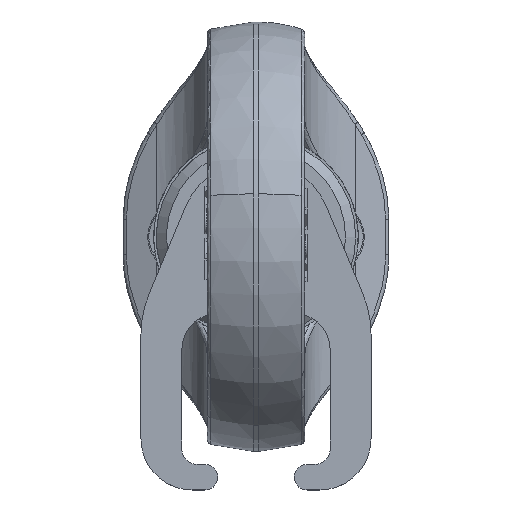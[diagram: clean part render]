
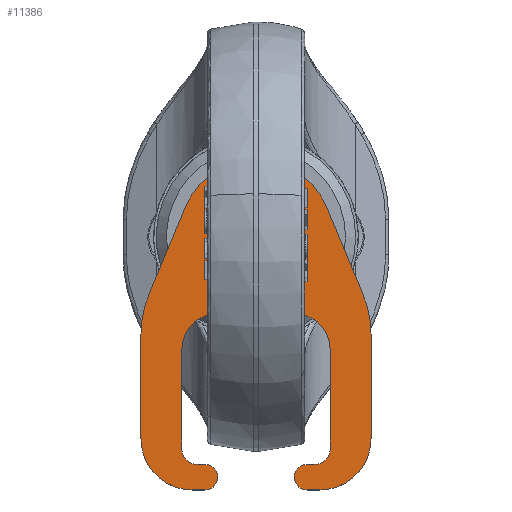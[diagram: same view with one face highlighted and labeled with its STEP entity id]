
A CAD part, top view. The second image highlights one B-rep face of the part: STEP entity #11386.
In plain terms, the highlighted planar face has unit normal (0, 0, 1).
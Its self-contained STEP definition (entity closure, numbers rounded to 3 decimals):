
#6376=CARTESIAN_POINT('Vertex',(0.,15.,-11.6)) ;
#6383=CARTESIAN_POINT('Vertex',(-13.846,5.769,-11.6)) ;
#6386=CARTESIAN_POINT('Axis2P3D Location',(0.,0.,-11.6)) ;
#6407=CARTESIAN_POINT('Vertex',(-20.962,-11.308,-11.6)) ;
#6410=CARTESIAN_POINT('Line Origine',(-17.404,-2.769,-11.6)) ;
#6431=CARTESIAN_POINT('Vertex',(-22.5,-19.,-11.6)) ;
#6434=CARTESIAN_POINT('Axis2P3D Location',(-2.5,-19.,-11.6)) ;
#6455=CARTESIAN_POINT('Vertex',(-22.5,-39.5,-11.6)) ;
#6458=CARTESIAN_POINT('Line Origine',(-22.5,-29.25,-11.6)) ;
#6479=CARTESIAN_POINT('Vertex',(-12.5,-49.5,-11.6)) ;
#6482=CARTESIAN_POINT('Axis2P3D Location',(-12.5,-39.5,-11.6)) ;
#6503=CARTESIAN_POINT('Vertex',(-10.,-49.5,-11.6)) ;
#6506=CARTESIAN_POINT('Line Origine',(-11.25,-49.5,-11.6)) ;
#6527=CARTESIAN_POINT('Vertex',(-10.,-44.5,-11.6)) ;
#6530=CARTESIAN_POINT('Axis2P3D Location',(-10.,-47.,-11.6)) ;
#6551=CARTESIAN_POINT('Vertex',(-11.5,-44.5,-11.6)) ;
#6554=CARTESIAN_POINT('Line Origine',(-10.75,-44.5,-11.6)) ;
#6575=CARTESIAN_POINT('Vertex',(-14.5,-41.5,-11.6)) ;
#6578=CARTESIAN_POINT('Axis2P3D Location',(-11.5,-41.5,-11.6)) ;
#6599=CARTESIAN_POINT('Vertex',(-14.5,-22.,-11.6)) ;
#6602=CARTESIAN_POINT('Line Origine',(-14.5,-31.75,-11.6)) ;
#6623=CARTESIAN_POINT('Vertex',(-7.5,-15.,-11.6)) ;
#6626=CARTESIAN_POINT('Axis2P3D Location',(-7.5,-22.,-11.6)) ;
#6647=CARTESIAN_POINT('Vertex',(0.,-15.,-11.6)) ;
#6650=CARTESIAN_POINT('Line Origine',(-3.75,-15.,-11.6)) ;
#6666=CARTESIAN_POINT('Vertex',(7.5,-15.,-11.6)) ;
#6669=CARTESIAN_POINT('Line Origine',(3.75,-15.,-11.6)) ;
#6690=CARTESIAN_POINT('Vertex',(14.5,-22.,-11.6)) ;
#6693=CARTESIAN_POINT('Axis2P3D Location',(7.5,-22.,-11.6)) ;
#6714=CARTESIAN_POINT('Vertex',(14.5,-41.5,-11.6)) ;
#6717=CARTESIAN_POINT('Line Origine',(14.5,-31.75,-11.6)) ;
#6738=CARTESIAN_POINT('Vertex',(11.5,-44.5,-11.6)) ;
#6741=CARTESIAN_POINT('Axis2P3D Location',(11.5,-41.5,-11.6)) ;
#6757=CARTESIAN_POINT('Vertex',(10.,-44.5,-11.6)) ;
#6760=CARTESIAN_POINT('Line Origine',(10.75,-44.5,-11.6)) ;
#6781=CARTESIAN_POINT('Vertex',(10.,-49.5,-11.6)) ;
#6784=CARTESIAN_POINT('Axis2P3D Location',(10.,-47.,-11.6)) ;
#6800=CARTESIAN_POINT('Vertex',(12.5,-49.5,-11.6)) ;
#6803=CARTESIAN_POINT('Line Origine',(11.25,-49.5,-11.6)) ;
#6824=CARTESIAN_POINT('Vertex',(22.5,-39.5,-11.6)) ;
#6827=CARTESIAN_POINT('Axis2P3D Location',(12.5,-39.5,-11.6)) ;
#6848=CARTESIAN_POINT('Vertex',(22.5,-19.,-11.6)) ;
#6851=CARTESIAN_POINT('Line Origine',(22.5,-29.25,-11.6)) ;
#6872=CARTESIAN_POINT('Vertex',(20.962,-11.308,-11.6)) ;
#6875=CARTESIAN_POINT('Axis2P3D Location',(2.5,-19.,-11.6)) ;
#6896=CARTESIAN_POINT('Vertex',(13.846,5.769,-11.6)) ;
#6899=CARTESIAN_POINT('Line Origine',(17.404,-2.769,-11.6)) ;
#6911=CARTESIAN_POINT('Axis2P3D Location',(0.,0.,-11.6)) ;
#11355=CARTESIAN_POINT('Axis2P3D Location',(0.,0.,-11.6)) ;
#6387=DIRECTION('Axis2P3D Direction',(0.,-0.,1.)) ;
#6411=DIRECTION('Vector Direction',(-0.385,-0.923,0.)) ;
#6435=DIRECTION('Axis2P3D Direction',(0.,0.,1.)) ;
#6459=DIRECTION('Vector Direction',(0.,-1.,0.)) ;
#6483=DIRECTION('Axis2P3D Direction',(0.,0.,1.)) ;
#6507=DIRECTION('Vector Direction',(1.,0.,0.)) ;
#6531=DIRECTION('Axis2P3D Direction',(0.,0.,1.)) ;
#6555=DIRECTION('Vector Direction',(-1.,0.,0.)) ;
#6579=DIRECTION('Axis2P3D Direction',(0.,0.,1.)) ;
#6603=DIRECTION('Vector Direction',(0.,1.,0.)) ;
#6627=DIRECTION('Axis2P3D Direction',(0.,0.,1.)) ;
#6651=DIRECTION('Vector Direction',(1.,0.,0.)) ;
#6670=DIRECTION('Vector Direction',(-1.,0.,0.)) ;
#6694=DIRECTION('Axis2P3D Direction',(0.,-0.,1.)) ;
#6718=DIRECTION('Vector Direction',(0.,1.,0.)) ;
#6742=DIRECTION('Axis2P3D Direction',(0.,0.,1.)) ;
#6761=DIRECTION('Vector Direction',(1.,0.,0.)) ;
#6785=DIRECTION('Axis2P3D Direction',(0.,0.,1.)) ;
#6804=DIRECTION('Vector Direction',(-1.,0.,0.)) ;
#6828=DIRECTION('Axis2P3D Direction',(0.,0.,1.)) ;
#6852=DIRECTION('Vector Direction',(0.,-1.,0.)) ;
#6876=DIRECTION('Axis2P3D Direction',(0.,0.,1.)) ;
#6900=DIRECTION('Vector Direction',(0.385,-0.923,0.)) ;
#6912=DIRECTION('Axis2P3D Direction',(0.,-0.,1.)) ;
#11356=DIRECTION('Axis2P3D Direction',(0.,0.,1.)) ;
#11357=DIRECTION('Axis2P3D XDirection',(1.,0.,0.)) ;
#6388=AXIS2_PLACEMENT_3D('Circle Axis2P3D',#6386,#6387,$) ;
#6436=AXIS2_PLACEMENT_3D('Circle Axis2P3D',#6434,#6435,$) ;
#6484=AXIS2_PLACEMENT_3D('Circle Axis2P3D',#6482,#6483,$) ;
#6532=AXIS2_PLACEMENT_3D('Circle Axis2P3D',#6530,#6531,$) ;
#6580=AXIS2_PLACEMENT_3D('Circle Axis2P3D',#6578,#6579,$) ;
#6628=AXIS2_PLACEMENT_3D('Circle Axis2P3D',#6626,#6627,$) ;
#6695=AXIS2_PLACEMENT_3D('Circle Axis2P3D',#6693,#6694,$) ;
#6743=AXIS2_PLACEMENT_3D('Circle Axis2P3D',#6741,#6742,$) ;
#6786=AXIS2_PLACEMENT_3D('Circle Axis2P3D',#6784,#6785,$) ;
#6829=AXIS2_PLACEMENT_3D('Circle Axis2P3D',#6827,#6828,$) ;
#6877=AXIS2_PLACEMENT_3D('Circle Axis2P3D',#6875,#6876,$) ;
#6913=AXIS2_PLACEMENT_3D('Circle Axis2P3D',#6911,#6912,$) ;
#11358=AXIS2_PLACEMENT_3D('Plane Axis2P3D',#11355,#11356,#11357) ;
#11361=ORIENTED_EDGE('',*,*,#6390,.T.) ;
#11362=ORIENTED_EDGE('',*,*,#6414,.T.) ;
#11363=ORIENTED_EDGE('',*,*,#6438,.T.) ;
#11364=ORIENTED_EDGE('',*,*,#6462,.T.) ;
#11365=ORIENTED_EDGE('',*,*,#6486,.T.) ;
#11366=ORIENTED_EDGE('',*,*,#6510,.T.) ;
#11367=ORIENTED_EDGE('',*,*,#6534,.T.) ;
#11368=ORIENTED_EDGE('',*,*,#6558,.T.) ;
#11369=ORIENTED_EDGE('',*,*,#6582,.T.) ;
#11370=ORIENTED_EDGE('',*,*,#6606,.T.) ;
#11371=ORIENTED_EDGE('',*,*,#6630,.T.) ;
#11372=ORIENTED_EDGE('',*,*,#6654,.T.) ;
#11373=ORIENTED_EDGE('',*,*,#6673,.T.) ;
#11374=ORIENTED_EDGE('',*,*,#6697,.T.) ;
#11375=ORIENTED_EDGE('',*,*,#6721,.T.) ;
#11376=ORIENTED_EDGE('',*,*,#6745,.T.) ;
#11377=ORIENTED_EDGE('',*,*,#6764,.T.) ;
#11378=ORIENTED_EDGE('',*,*,#6788,.T.) ;
#11379=ORIENTED_EDGE('',*,*,#6807,.T.) ;
#11380=ORIENTED_EDGE('',*,*,#6831,.T.) ;
#11381=ORIENTED_EDGE('',*,*,#6855,.T.) ;
#11382=ORIENTED_EDGE('',*,*,#6879,.T.) ;
#11383=ORIENTED_EDGE('',*,*,#6903,.T.) ;
#11384=ORIENTED_EDGE('',*,*,#6915,.T.) ;
#6412=VECTOR('Line Direction',#6411,1.) ;
#6460=VECTOR('Line Direction',#6459,1.) ;
#6508=VECTOR('Line Direction',#6507,1.) ;
#6556=VECTOR('Line Direction',#6555,1.) ;
#6604=VECTOR('Line Direction',#6603,1.) ;
#6652=VECTOR('Line Direction',#6651,1.) ;
#6671=VECTOR('Line Direction',#6670,1.) ;
#6719=VECTOR('Line Direction',#6718,1.) ;
#6762=VECTOR('Line Direction',#6761,1.) ;
#6805=VECTOR('Line Direction',#6804,1.) ;
#6853=VECTOR('Line Direction',#6852,1.) ;
#6901=VECTOR('Line Direction',#6900,1.) ;
#11386=ADVANCED_FACE('\X2\52A05DE55716\X0\(\X2\522A9664659C9762\X0\)',(#11385),#11359,.T.) ;
#6389=CIRCLE('generated circle',#6388,15.) ;
#6437=CIRCLE('generated circle',#6436,20.) ;
#6485=CIRCLE('generated circle',#6484,10.) ;
#6533=CIRCLE('generated circle',#6532,2.5) ;
#6581=CIRCLE('generated circle',#6580,3.) ;
#6629=CIRCLE('generated circle',#6628,7.) ;
#6696=CIRCLE('generated circle',#6695,7.) ;
#6744=CIRCLE('generated circle',#6743,3.) ;
#6787=CIRCLE('generated circle',#6786,2.5) ;
#6830=CIRCLE('generated circle',#6829,10.) ;
#6878=CIRCLE('generated circle',#6877,20.) ;
#6914=CIRCLE('generated circle',#6913,15.) ;
#6390=EDGE_CURVE('',#6377,#6384,#6389,.T.) ;
#6414=EDGE_CURVE('',#6384,#6408,#6413,.T.) ;
#6438=EDGE_CURVE('',#6408,#6432,#6437,.T.) ;
#6462=EDGE_CURVE('',#6432,#6456,#6461,.T.) ;
#6486=EDGE_CURVE('',#6456,#6480,#6485,.T.) ;
#6510=EDGE_CURVE('',#6480,#6504,#6509,.T.) ;
#6534=EDGE_CURVE('',#6504,#6528,#6533,.T.) ;
#6558=EDGE_CURVE('',#6528,#6552,#6557,.T.) ;
#6582=EDGE_CURVE('',#6552,#6576,#6581,.F.) ;
#6606=EDGE_CURVE('',#6576,#6600,#6605,.T.) ;
#6630=EDGE_CURVE('',#6600,#6624,#6629,.F.) ;
#6654=EDGE_CURVE('',#6624,#6648,#6653,.T.) ;
#6673=EDGE_CURVE('',#6648,#6667,#6672,.F.) ;
#6697=EDGE_CURVE('',#6667,#6691,#6696,.F.) ;
#6721=EDGE_CURVE('',#6691,#6715,#6720,.F.) ;
#6745=EDGE_CURVE('',#6715,#6739,#6744,.F.) ;
#6764=EDGE_CURVE('',#6739,#6758,#6763,.F.) ;
#6788=EDGE_CURVE('',#6758,#6782,#6787,.T.) ;
#6807=EDGE_CURVE('',#6782,#6801,#6806,.F.) ;
#6831=EDGE_CURVE('',#6801,#6825,#6830,.T.) ;
#6855=EDGE_CURVE('',#6825,#6849,#6854,.F.) ;
#6879=EDGE_CURVE('',#6849,#6873,#6878,.T.) ;
#6903=EDGE_CURVE('',#6873,#6897,#6902,.F.) ;
#6915=EDGE_CURVE('',#6897,#6377,#6914,.T.) ;
#11360=EDGE_LOOP('',(#11361,#11362,#11363,#11364,#11365,#11366,#11367,#11368,#11369,#11370,#11371,#11372,#11373,#11374,#11375,#11376,#11377,#11378,#11379,#11380,#11381,#11382,#11383,#11384)) ;
#11385=FACE_OUTER_BOUND('',#11360,.T.) ;
#6413=LINE('Line',#6410,#6412) ;
#6461=LINE('Line',#6458,#6460) ;
#6509=LINE('Line',#6506,#6508) ;
#6557=LINE('Line',#6554,#6556) ;
#6605=LINE('Line',#6602,#6604) ;
#6653=LINE('Line',#6650,#6652) ;
#6672=LINE('Line',#6669,#6671) ;
#6720=LINE('Line',#6717,#6719) ;
#6763=LINE('Line',#6760,#6762) ;
#6806=LINE('Line',#6803,#6805) ;
#6854=LINE('Line',#6851,#6853) ;
#6902=LINE('Line',#6899,#6901) ;
#11359=PLANE('',#11358) ;
#6377=VERTEX_POINT('',#6376) ;
#6384=VERTEX_POINT('',#6383) ;
#6408=VERTEX_POINT('',#6407) ;
#6432=VERTEX_POINT('',#6431) ;
#6456=VERTEX_POINT('',#6455) ;
#6480=VERTEX_POINT('',#6479) ;
#6504=VERTEX_POINT('',#6503) ;
#6528=VERTEX_POINT('',#6527) ;
#6552=VERTEX_POINT('',#6551) ;
#6576=VERTEX_POINT('',#6575) ;
#6600=VERTEX_POINT('',#6599) ;
#6624=VERTEX_POINT('',#6623) ;
#6648=VERTEX_POINT('',#6647) ;
#6667=VERTEX_POINT('',#6666) ;
#6691=VERTEX_POINT('',#6690) ;
#6715=VERTEX_POINT('',#6714) ;
#6739=VERTEX_POINT('',#6738) ;
#6758=VERTEX_POINT('',#6757) ;
#6782=VERTEX_POINT('',#6781) ;
#6801=VERTEX_POINT('',#6800) ;
#6825=VERTEX_POINT('',#6824) ;
#6849=VERTEX_POINT('',#6848) ;
#6873=VERTEX_POINT('',#6872) ;
#6897=VERTEX_POINT('',#6896) ;
